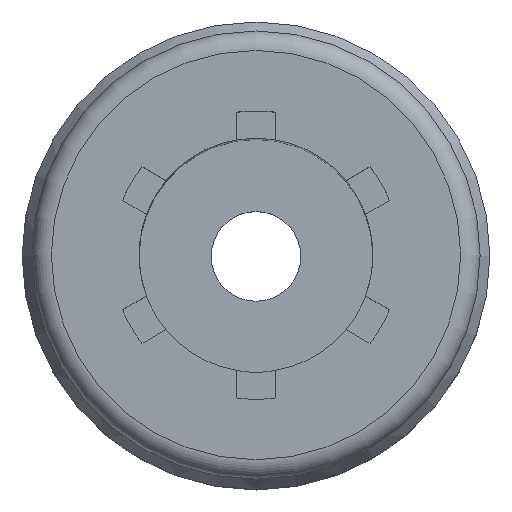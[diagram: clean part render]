
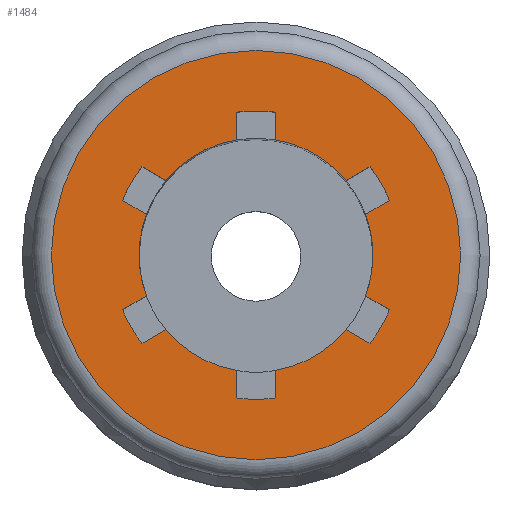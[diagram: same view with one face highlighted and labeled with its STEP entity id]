
A CAD part, top view. The second image highlights one B-rep face of the part: STEP entity #1484.
In plain terms, the highlighted planar face has unit normal (0, 0, 1).
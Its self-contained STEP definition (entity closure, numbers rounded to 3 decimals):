
#34=PLANE('',#1612);
#100=CIRCLE('',#1613,5.25);
#101=CIRCLE('',#1614,3.7);
#102=CIRCLE('',#1615,3.);
#103=CIRCLE('',#1616,3.7);
#104=CIRCLE('',#1617,3.);
#105=CIRCLE('',#1618,3.7);
#106=CIRCLE('',#1619,3.);
#107=CIRCLE('',#1620,3.7);
#108=CIRCLE('',#1621,3.);
#109=CIRCLE('',#1622,3.7);
#110=CIRCLE('',#1623,3.);
#111=CIRCLE('',#1624,3.7);
#112=CIRCLE('',#1625,3.);
#234=ORIENTED_EDGE('',*,*,#674,.F.);
#235=ORIENTED_EDGE('',*,*,#675,.F.);
#236=ORIENTED_EDGE('',*,*,#676,.F.);
#237=ORIENTED_EDGE('',*,*,#677,.T.);
#238=ORIENTED_EDGE('',*,*,#678,.F.);
#239=ORIENTED_EDGE('',*,*,#679,.F.);
#240=ORIENTED_EDGE('',*,*,#680,.F.);
#241=ORIENTED_EDGE('',*,*,#681,.T.);
#242=ORIENTED_EDGE('',*,*,#682,.F.);
#243=ORIENTED_EDGE('',*,*,#683,.F.);
#244=ORIENTED_EDGE('',*,*,#684,.F.);
#245=ORIENTED_EDGE('',*,*,#685,.T.);
#246=ORIENTED_EDGE('',*,*,#686,.F.);
#247=ORIENTED_EDGE('',*,*,#687,.F.);
#248=ORIENTED_EDGE('',*,*,#688,.F.);
#249=ORIENTED_EDGE('',*,*,#689,.T.);
#250=ORIENTED_EDGE('',*,*,#690,.F.);
#251=ORIENTED_EDGE('',*,*,#691,.F.);
#252=ORIENTED_EDGE('',*,*,#692,.F.);
#253=ORIENTED_EDGE('',*,*,#693,.T.);
#254=ORIENTED_EDGE('',*,*,#694,.F.);
#255=ORIENTED_EDGE('',*,*,#695,.F.);
#256=ORIENTED_EDGE('',*,*,#696,.F.);
#257=ORIENTED_EDGE('',*,*,#697,.T.);
#258=ORIENTED_EDGE('',*,*,#698,.F.);
#674=EDGE_CURVE('',#894,#894,#100,.T.);
#675=EDGE_CURVE('',#895,#896,#101,.T.);
#676=EDGE_CURVE('',#897,#895,#1007,.T.);
#677=EDGE_CURVE('',#897,#898,#102,.T.);
#678=EDGE_CURVE('',#899,#898,#1008,.T.);
#679=EDGE_CURVE('',#900,#899,#103,.T.);
#680=EDGE_CURVE('',#901,#900,#1009,.T.);
#681=EDGE_CURVE('',#901,#902,#104,.T.);
#682=EDGE_CURVE('',#903,#902,#1010,.T.);
#683=EDGE_CURVE('',#904,#903,#105,.T.);
#684=EDGE_CURVE('',#905,#904,#1011,.T.);
#685=EDGE_CURVE('',#905,#906,#106,.T.);
#686=EDGE_CURVE('',#907,#906,#1012,.T.);
#687=EDGE_CURVE('',#908,#907,#107,.T.);
#688=EDGE_CURVE('',#909,#908,#1013,.T.);
#689=EDGE_CURVE('',#909,#910,#108,.T.);
#690=EDGE_CURVE('',#911,#910,#1014,.T.);
#691=EDGE_CURVE('',#912,#911,#109,.T.);
#692=EDGE_CURVE('',#913,#912,#1015,.T.);
#693=EDGE_CURVE('',#913,#914,#110,.T.);
#694=EDGE_CURVE('',#915,#914,#1016,.T.);
#695=EDGE_CURVE('',#916,#915,#111,.T.);
#696=EDGE_CURVE('',#917,#916,#1017,.T.);
#697=EDGE_CURVE('',#917,#918,#112,.T.);
#698=EDGE_CURVE('',#896,#918,#1018,.T.);
#894=VERTEX_POINT('',#2380);
#895=VERTEX_POINT('',#2382);
#896=VERTEX_POINT('',#2383);
#897=VERTEX_POINT('',#2385);
#898=VERTEX_POINT('',#2387);
#899=VERTEX_POINT('',#2389);
#900=VERTEX_POINT('',#2391);
#901=VERTEX_POINT('',#2393);
#902=VERTEX_POINT('',#2395);
#903=VERTEX_POINT('',#2397);
#904=VERTEX_POINT('',#2399);
#905=VERTEX_POINT('',#2401);
#906=VERTEX_POINT('',#2403);
#907=VERTEX_POINT('',#2405);
#908=VERTEX_POINT('',#2407);
#909=VERTEX_POINT('',#2409);
#910=VERTEX_POINT('',#2411);
#911=VERTEX_POINT('',#2413);
#912=VERTEX_POINT('',#2415);
#913=VERTEX_POINT('',#2417);
#914=VERTEX_POINT('',#2419);
#915=VERTEX_POINT('',#2421);
#916=VERTEX_POINT('',#2423);
#917=VERTEX_POINT('',#2425);
#918=VERTEX_POINT('',#2427);
#1007=LINE('',#2384,#1127);
#1008=LINE('',#2388,#1128);
#1009=LINE('',#2392,#1129);
#1010=LINE('',#2396,#1130);
#1011=LINE('',#2400,#1131);
#1012=LINE('',#2404,#1132);
#1013=LINE('',#2408,#1133);
#1014=LINE('',#2412,#1134);
#1015=LINE('',#2416,#1135);
#1016=LINE('',#2420,#1136);
#1017=LINE('',#2424,#1137);
#1018=LINE('',#2428,#1138);
#1127=VECTOR('',#1881,1000.);
#1128=VECTOR('',#1884,1000.);
#1129=VECTOR('',#1887,1000.);
#1130=VECTOR('',#1890,1000.);
#1131=VECTOR('',#1893,1000.);
#1132=VECTOR('',#1896,1000.);
#1133=VECTOR('',#1899,1000.);
#1134=VECTOR('',#1902,1000.);
#1135=VECTOR('',#1905,1000.);
#1136=VECTOR('',#1908,1000.);
#1137=VECTOR('',#1911,1000.);
#1138=VECTOR('',#1914,1000.);
#1226=EDGE_LOOP('',(#234));
#1227=EDGE_LOOP('',(#235,#236,#237,#238,#239,#240,#241,#242,#243,#244,#245,
#246,#247,#248,#249,#250,#251,#252,#253,#254,#255,#256,#257,#258));
#1338=FACE_BOUND('',#1226,.T.);
#1339=FACE_BOUND('',#1227,.T.);
#1484=ADVANCED_FACE('',(#1338,#1339),#34,.F.);
#1612=AXIS2_PLACEMENT_3D('',#2378,#1875,#1876);
#1613=AXIS2_PLACEMENT_3D('',#2379,#1877,#1878);
#1614=AXIS2_PLACEMENT_3D('',#2381,#1879,#1880);
#1615=AXIS2_PLACEMENT_3D('',#2386,#1882,#1883);
#1616=AXIS2_PLACEMENT_3D('',#2390,#1885,#1886);
#1617=AXIS2_PLACEMENT_3D('',#2394,#1888,#1889);
#1618=AXIS2_PLACEMENT_3D('',#2398,#1891,#1892);
#1619=AXIS2_PLACEMENT_3D('',#2402,#1894,#1895);
#1620=AXIS2_PLACEMENT_3D('',#2406,#1897,#1898);
#1621=AXIS2_PLACEMENT_3D('',#2410,#1900,#1901);
#1622=AXIS2_PLACEMENT_3D('',#2414,#1903,#1904);
#1623=AXIS2_PLACEMENT_3D('',#2418,#1906,#1907);
#1624=AXIS2_PLACEMENT_3D('',#2422,#1909,#1910);
#1625=AXIS2_PLACEMENT_3D('',#2426,#1912,#1913);
#1875=DIRECTION('',(0.,0.,-1.));
#1876=DIRECTION('',(-1.,0.,0.));
#1877=DIRECTION('',(0.,0.,-1.));
#1878=DIRECTION('',(-1.,0.,0.));
#1879=DIRECTION('',(0.,0.,1.));
#1880=DIRECTION('',(1.,0.,0.));
#1881=DIRECTION('',(-0.866,-0.5,0.));
#1882=DIRECTION('',(0.,0.,-1.));
#1883=DIRECTION('',(-1.,0.,0.));
#1884=DIRECTION('',(0.866,-0.5,0.));
#1885=DIRECTION('',(0.,0.,1.));
#1886=DIRECTION('',(1.,0.,0.));
#1887=DIRECTION('',(-0.866,0.5,0.));
#1888=DIRECTION('',(0.,0.,-1.));
#1889=DIRECTION('',(-1.,0.,0.));
#1890=DIRECTION('',(0.,-1.,0.));
#1891=DIRECTION('',(0.,0.,1.));
#1892=DIRECTION('',(1.,0.,0.));
#1893=DIRECTION('',(0.,1.,0.));
#1894=DIRECTION('',(0.,0.,-1.));
#1895=DIRECTION('',(-1.,0.,0.));
#1896=DIRECTION('',(-0.866,-0.5,0.));
#1897=DIRECTION('',(0.,0.,1.));
#1898=DIRECTION('',(1.,0.,0.));
#1899=DIRECTION('',(0.866,0.5,0.));
#1900=DIRECTION('',(0.,0.,-1.));
#1901=DIRECTION('',(-1.,0.,0.));
#1902=DIRECTION('',(-0.866,0.5,0.));
#1903=DIRECTION('',(0.,0.,1.));
#1904=DIRECTION('',(1.,0.,0.));
#1905=DIRECTION('',(0.866,-0.5,0.));
#1906=DIRECTION('',(0.,0.,-1.));
#1907=DIRECTION('',(-1.,0.,0.));
#1908=DIRECTION('',(0.,1.,0.));
#1909=DIRECTION('',(0.,0.,1.));
#1910=DIRECTION('',(1.,0.,0.));
#1911=DIRECTION('',(0.,-1.,0.));
#1912=DIRECTION('',(0.,0.,-1.));
#1913=DIRECTION('',(-1.,0.,0.));
#1914=DIRECTION('',(0.866,0.5,0.));
#2378=CARTESIAN_POINT('',(0.,0.,19.4));
#2379=CARTESIAN_POINT('',(0.,0.,19.4));
#2380=CARTESIAN_POINT('',(-5.25,0.,19.4));
#2381=CARTESIAN_POINT('',(0.,0.,19.4));
#2382=CARTESIAN_POINT('',(-3.425,-1.4,19.4));
#2383=CARTESIAN_POINT('',(-2.925,-2.266,19.4));
#2384=CARTESIAN_POINT('',(-2.812,-1.046,19.4));
#2385=CARTESIAN_POINT('',(-2.812,-1.046,19.4));
#2386=CARTESIAN_POINT('',(0.,0.,19.4));
#2387=CARTESIAN_POINT('',(-2.812,1.046,19.4));
#2388=CARTESIAN_POINT('',(-3.425,1.4,19.4));
#2389=CARTESIAN_POINT('',(-3.425,1.4,19.4));
#2390=CARTESIAN_POINT('',(0.,0.,19.4));
#2391=CARTESIAN_POINT('',(-2.925,2.266,19.4));
#2392=CARTESIAN_POINT('',(-2.312,1.912,19.4));
#2393=CARTESIAN_POINT('',(-2.312,1.912,19.4));
#2394=CARTESIAN_POINT('',(0.,0.,19.4));
#2395=CARTESIAN_POINT('',(-0.5,2.958,19.4));
#2396=CARTESIAN_POINT('',(-0.5,3.666,19.4));
#2397=CARTESIAN_POINT('',(-0.5,3.666,19.4));
#2398=CARTESIAN_POINT('',(0.,0.,19.4));
#2399=CARTESIAN_POINT('',(0.5,3.666,19.4));
#2400=CARTESIAN_POINT('',(0.5,2.958,19.4));
#2401=CARTESIAN_POINT('',(0.5,2.958,19.4));
#2402=CARTESIAN_POINT('',(0.,0.,19.4));
#2403=CARTESIAN_POINT('',(2.312,1.912,19.4));
#2404=CARTESIAN_POINT('',(2.925,2.266,19.4));
#2405=CARTESIAN_POINT('',(2.925,2.266,19.4));
#2406=CARTESIAN_POINT('',(0.,0.,19.4));
#2407=CARTESIAN_POINT('',(3.425,1.4,19.4));
#2408=CARTESIAN_POINT('',(2.812,1.046,19.4));
#2409=CARTESIAN_POINT('',(2.812,1.046,19.4));
#2410=CARTESIAN_POINT('',(0.,0.,19.4));
#2411=CARTESIAN_POINT('',(2.812,-1.046,19.4));
#2412=CARTESIAN_POINT('',(3.425,-1.4,19.4));
#2413=CARTESIAN_POINT('',(3.425,-1.4,19.4));
#2414=CARTESIAN_POINT('',(0.,0.,19.4));
#2415=CARTESIAN_POINT('',(2.925,-2.266,19.4));
#2416=CARTESIAN_POINT('',(2.312,-1.912,19.4));
#2417=CARTESIAN_POINT('',(2.312,-1.912,19.4));
#2418=CARTESIAN_POINT('',(0.,0.,19.4));
#2419=CARTESIAN_POINT('',(0.5,-2.958,19.4));
#2420=CARTESIAN_POINT('',(0.5,-3.666,19.4));
#2421=CARTESIAN_POINT('',(0.5,-3.666,19.4));
#2422=CARTESIAN_POINT('',(0.,0.,19.4));
#2423=CARTESIAN_POINT('',(-0.5,-3.666,19.4));
#2424=CARTESIAN_POINT('',(-0.5,-2.958,19.4));
#2425=CARTESIAN_POINT('',(-0.5,-2.958,19.4));
#2426=CARTESIAN_POINT('',(0.,0.,19.4));
#2427=CARTESIAN_POINT('',(-2.312,-1.912,19.4));
#2428=CARTESIAN_POINT('',(-2.925,-2.266,19.4));
